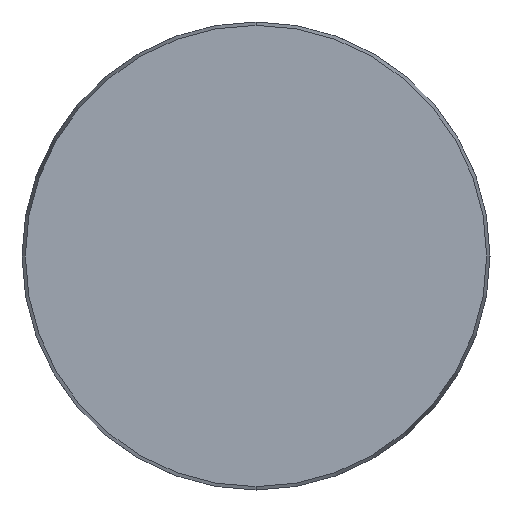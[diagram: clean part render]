
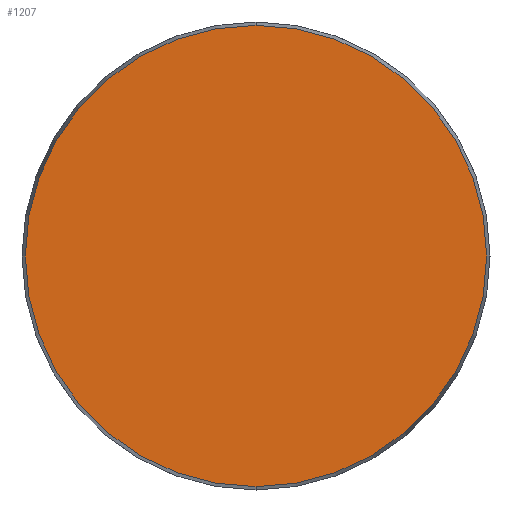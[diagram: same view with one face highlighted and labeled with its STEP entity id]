
A CAD part, front view. The second image highlights one B-rep face of the part: STEP entity #1207.
In plain terms, the highlighted planar face has unit normal (0, -1, 0).
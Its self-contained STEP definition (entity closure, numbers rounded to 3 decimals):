
#80 = EDGE_CURVE ( 'NONE', #195, #443, #835, .T. ) ;
#100 = FACE_OUTER_BOUND ( 'NONE', #869, .T. ) ;
#103 = DIRECTION ( 'NONE',  ( 0., 0., -1. ) ) ;
#118 = DIRECTION ( 'NONE',  ( 0., -1., 0. ) ) ;
#129 = DIRECTION ( 'NONE',  ( 0., 0., -1. ) ) ;
#179 = ORIENTED_EDGE ( 'NONE', *, *, #80, .T. ) ;
#195 = VERTEX_POINT ( 'NONE', #992 ) ;
#318 = CARTESIAN_POINT ( 'NONE',  ( 0., 0., 0. ) ) ;
#421 = CARTESIAN_POINT ( 'NONE',  ( 0., 0., 59.143 ) ) ;
#443 = VERTEX_POINT ( 'NONE', #421 ) ;
#536 = DIRECTION ( 'NONE',  ( 0., -1., 0. ) ) ;
#618 = DIRECTION ( 'NONE',  ( 0., 0., 1. ) ) ;
#651 = CARTESIAN_POINT ( 'NONE',  ( 0., 0., 0. ) ) ;
#730 = DIRECTION ( 'NONE',  ( 0., 1., 0. ) ) ;
#807 = CARTESIAN_POINT ( 'NONE',  ( -59.143, 0., 0. ) ) ;
#816 = AXIS2_PLACEMENT_3D ( 'NONE', #318, #118, #103 ) ;
#835 = CIRCLE ( 'NONE', #816, 59.143 ) ;
#857 = ORIENTED_EDGE ( 'NONE', *, *, #879, .T. ) ;
#869 = EDGE_LOOP ( 'NONE', ( #857, #179 ) ) ;
#879 = EDGE_CURVE ( 'NONE', #443, #195, #1139, .T. ) ;
#992 = CARTESIAN_POINT ( 'NONE',  ( 0., 0., -59.143 ) ) ;
#1139 = CIRCLE ( 'NONE', #1292, 59.143 ) ;
#1179 = AXIS2_PLACEMENT_3D ( 'NONE', #807, #730, #618 ) ;
#1207 = ADVANCED_FACE ( 'NONE', ( #100 ), #1209, .F. ) ;
#1209 = PLANE ( 'NONE',  #1179 ) ;
#1292 = AXIS2_PLACEMENT_3D ( 'NONE', #651, #536, #129 ) ;
